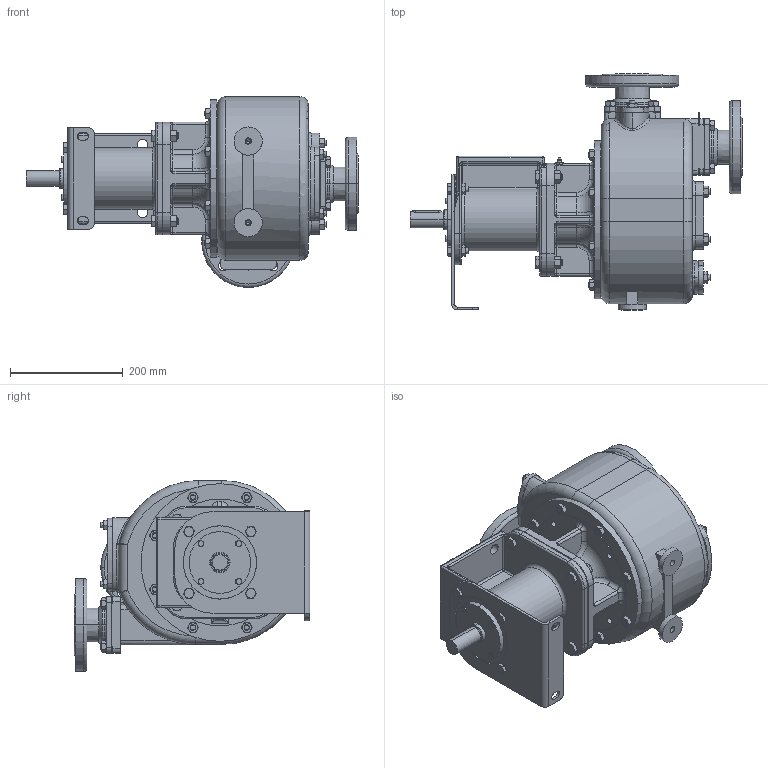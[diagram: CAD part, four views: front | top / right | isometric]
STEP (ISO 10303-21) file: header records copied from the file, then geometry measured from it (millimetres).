
FILE_DESCRIPTION((''),'2;1');
FILE_NAME('S_69_K_B_F_SW0001','2016-07-07T',('Nicola'),(''),'CREO PARAMETRIC BY PTC INC, 2015290','CREO PARAMETRIC BY PTC INC, 2015290','');
FILE_SCHEMA(('CONFIG_CONTROL_DESIGN'));
Products named in the file (1): S_69_K_B_F_SW0001
Bounding box: 589.5 x 419 x 339 mm (x, y, z)
Volume: 18161938.3 mm3; surface area: 1234218.4 mm2
Topology: 1 solids, 4 shells, 1886 faces, 4265 edges, 2534 vertices
Faces by surface type: cone 586, plane 584, cylinder 484, torus 137, bspline 81, sphere 10, extrusion 4
Entity records: 63792 total; most frequent: CARTESIAN_POINT 22714, DIRECTION 8606, ORIENTED_EDGE 8508, EDGE_CURVE 4254, AXIS2_PLACEMENT_3D 3664, VERTEX_POINT 2534, EDGE_LOOP 2110, FACE_OUTER_BOUND 1886
